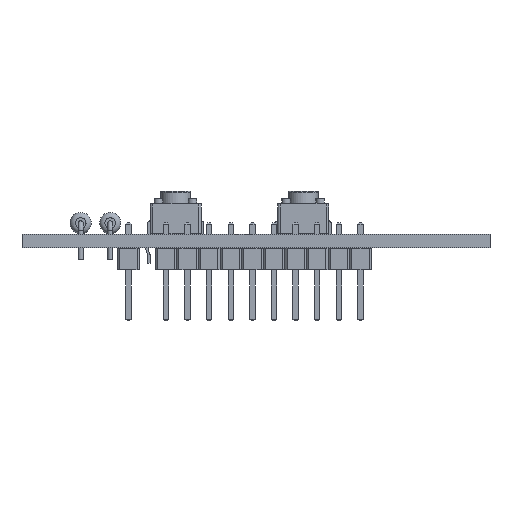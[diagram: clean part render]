
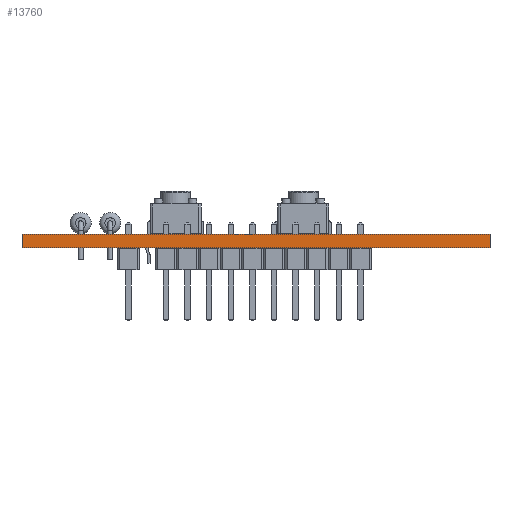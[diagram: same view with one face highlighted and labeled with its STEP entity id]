
A CAD part, front view. The second image highlights one B-rep face of the part: STEP entity #13760.
In plain terms, the highlighted planar face has unit normal (0, -1, 0).
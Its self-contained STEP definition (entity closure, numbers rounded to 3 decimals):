
#13760 = ADVANCED_FACE('',(#13761),#13795,.T.);
#13761 = FACE_BOUND('',#13762,.T.);
#13762 = EDGE_LOOP('',(#13763,#13773,#13781,#13789));
#13763 = ORIENTED_EDGE('',*,*,#13764,.T.);
#13764 = EDGE_CURVE('',#13765,#13767,#13769,.T.);
#13765 = VERTEX_POINT('',#13766);
#13766 = CARTESIAN_POINT('',(169.1,-99.5,0.));
#13767 = VERTEX_POINT('',#13768);
#13768 = CARTESIAN_POINT('',(169.1,-99.5,1.6));
#13769 = LINE('',#13770,#13771);
#13770 = CARTESIAN_POINT('',(169.1,-99.5,0.));
#13771 = VECTOR('',#13772,1.);
#13772 = DIRECTION('',(0.,0.,1.));
#13773 = ORIENTED_EDGE('',*,*,#13774,.T.);
#13774 = EDGE_CURVE('',#13767,#13775,#13777,.T.);
#13775 = VERTEX_POINT('',#13776);
#13776 = CARTESIAN_POINT('',(114.1,-99.5,1.6));
#13777 = LINE('',#13778,#13779);
#13778 = CARTESIAN_POINT('',(169.1,-99.5,1.6));
#13779 = VECTOR('',#13780,1.);
#13780 = DIRECTION('',(-1.,0.,0.));
#13781 = ORIENTED_EDGE('',*,*,#13782,.F.);
#13782 = EDGE_CURVE('',#13783,#13775,#13785,.T.);
#13783 = VERTEX_POINT('',#13784);
#13784 = CARTESIAN_POINT('',(114.1,-99.5,0.));
#13785 = LINE('',#13786,#13787);
#13786 = CARTESIAN_POINT('',(114.1,-99.5,0.));
#13787 = VECTOR('',#13788,1.);
#13788 = DIRECTION('',(0.,0.,1.));
#13789 = ORIENTED_EDGE('',*,*,#13790,.F.);
#13790 = EDGE_CURVE('',#13765,#13783,#13791,.T.);
#13791 = LINE('',#13792,#13793);
#13792 = CARTESIAN_POINT('',(169.1,-99.5,0.));
#13793 = VECTOR('',#13794,1.);
#13794 = DIRECTION('',(-1.,0.,0.));
#13795 = PLANE('',#13796);
#13796 = AXIS2_PLACEMENT_3D('',#13797,#13798,#13799);
#13797 = CARTESIAN_POINT('',(169.1,-99.5,0.));
#13798 = DIRECTION('',(0.,-1.,0.));
#13799 = DIRECTION('',(-1.,0.,0.));
